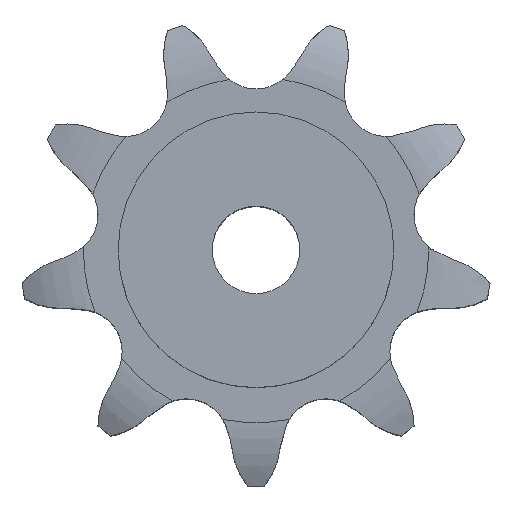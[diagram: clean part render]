
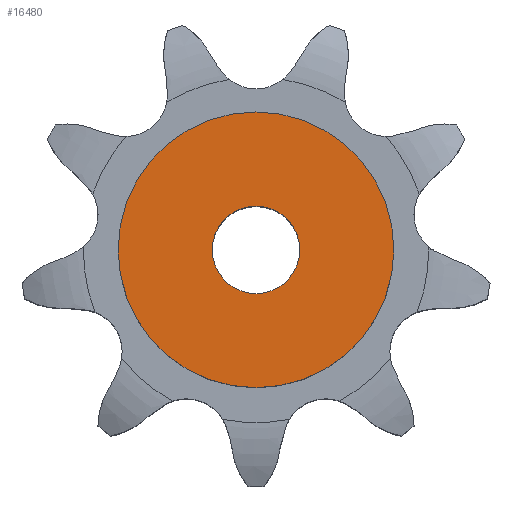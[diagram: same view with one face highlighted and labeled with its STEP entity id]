
A CAD part, top view. The second image highlights one B-rep face of the part: STEP entity #16480.
In plain terms, the highlighted planar face has unit normal (0, 0, 1).
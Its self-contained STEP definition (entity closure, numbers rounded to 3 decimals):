
#9024 = CYLINDRICAL_SURFACE('',#9025,10.);
#9025 = AXIS2_PLACEMENT_3D('',#9026,#9027,#9028);
#9026 = CARTESIAN_POINT('',(0.,0.,195.634));
#9027 = DIRECTION('',(0.,0.,1.));
#9028 = DIRECTION('',(1.,0.,0.));
#11281 = EDGE_CURVE('',#11282,#11282,#11284,.T.);
#11282 = VERTEX_POINT('',#11283);
#11283 = CARTESIAN_POINT('',(10.,0.,75.));
#11284 = SURFACE_CURVE('',#11285,(#11290,#11297),.PCURVE_S1.);
#11285 = CIRCLE('',#11286,10.);
#11286 = AXIS2_PLACEMENT_3D('',#11287,#11288,#11289);
#11287 = CARTESIAN_POINT('',(0.,0.,75.));
#11288 = DIRECTION('',(0.,0.,1.));
#11289 = DIRECTION('',(1.,0.,0.));
#11290 = PCURVE('',#9024,#11291);
#11291 = DEFINITIONAL_REPRESENTATION('',(#11292),#11296);
#11292 = LINE('',#11293,#11294);
#11293 = CARTESIAN_POINT('',(0.,-120.634));
#11294 = VECTOR('',#11295,1.);
#11295 = DIRECTION('',(1.,0.));
#11296 = ( GEOMETRIC_REPRESENTATION_CONTEXT(2) 
PARAMETRIC_REPRESENTATION_CONTEXT() REPRESENTATION_CONTEXT('2D SPACE',''
  ) );
#11297 = PCURVE('',#11298,#11303);
#11298 = PLANE('',#11299);
#11299 = AXIS2_PLACEMENT_3D('',#11300,#11301,#11302);
#11300 = CARTESIAN_POINT('',(0.,0.,75.)
  );
#11301 = DIRECTION('',(0.,0.,1.));
#11302 = DIRECTION('',(1.,0.,0.));
#11303 = DEFINITIONAL_REPRESENTATION('',(#11304),#11308);
#11304 = CIRCLE('',#11305,10.);
#11305 = AXIS2_PLACEMENT_2D('',#11306,#11307);
#11306 = CARTESIAN_POINT('',(0.,0.));
#11307 = DIRECTION('',(1.,0.));
#11308 = ( GEOMETRIC_REPRESENTATION_CONTEXT(2) 
PARAMETRIC_REPRESENTATION_CONTEXT() REPRESENTATION_CONTEXT('2D SPACE',''
  ) );
#16480 = ADVANCED_FACE('',(#16481,#16512),#11298,.T.);
#16481 = FACE_BOUND('',#16482,.T.);
#16482 = EDGE_LOOP('',(#16483));
#16483 = ORIENTED_EDGE('',*,*,#16484,.T.);
#16484 = EDGE_CURVE('',#16485,#16485,#16487,.T.);
#16485 = VERTEX_POINT('',#16486);
#16486 = CARTESIAN_POINT('',(31.5,0.,75.));
#16487 = SURFACE_CURVE('',#16488,(#16493,#16500),.PCURVE_S1.);
#16488 = CIRCLE('',#16489,31.5);
#16489 = AXIS2_PLACEMENT_3D('',#16490,#16491,#16492);
#16490 = CARTESIAN_POINT('',(0.,0.,75.));
#16491 = DIRECTION('',(0.,0.,1.));
#16492 = DIRECTION('',(1.,0.,0.));
#16493 = PCURVE('',#11298,#16494);
#16494 = DEFINITIONAL_REPRESENTATION('',(#16495),#16499);
#16495 = CIRCLE('',#16496,31.5);
#16496 = AXIS2_PLACEMENT_2D('',#16497,#16498);
#16497 = CARTESIAN_POINT('',(0.,0.));
#16498 = DIRECTION('',(1.,0.));
#16499 = ( GEOMETRIC_REPRESENTATION_CONTEXT(2) 
PARAMETRIC_REPRESENTATION_CONTEXT() REPRESENTATION_CONTEXT('2D SPACE',''
  ) );
#16500 = PCURVE('',#16501,#16506);
#16501 = CYLINDRICAL_SURFACE('',#16502,31.5);
#16502 = AXIS2_PLACEMENT_3D('',#16503,#16504,#16505);
#16503 = CARTESIAN_POINT('',(0.,0.,0.));
#16504 = DIRECTION('',(-0.,-0.,-1.));
#16505 = DIRECTION('',(1.,0.,0.));
#16506 = DEFINITIONAL_REPRESENTATION('',(#16507),#16511);
#16507 = LINE('',#16508,#16509);
#16508 = CARTESIAN_POINT('',(-0.,-75.));
#16509 = VECTOR('',#16510,1.);
#16510 = DIRECTION('',(-1.,0.));
#16511 = ( GEOMETRIC_REPRESENTATION_CONTEXT(2) 
PARAMETRIC_REPRESENTATION_CONTEXT() REPRESENTATION_CONTEXT('2D SPACE',''
  ) );
#16512 = FACE_BOUND('',#16513,.T.);
#16513 = EDGE_LOOP('',(#16514));
#16514 = ORIENTED_EDGE('',*,*,#11281,.F.);
